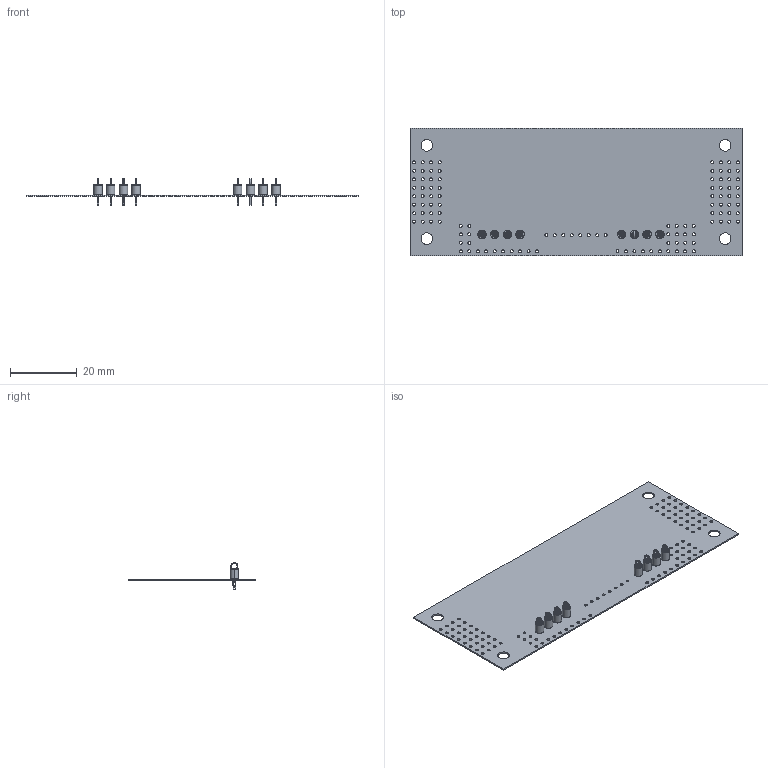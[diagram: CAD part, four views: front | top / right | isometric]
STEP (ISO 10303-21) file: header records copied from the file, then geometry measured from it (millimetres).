
FILE_DESCRIPTION(('Open CASCADE Model'),'2;1');
FILE_NAME('Open CASCADE Shape Model','2016-01-17T20:49:27',('Author'),( 'Open CASCADE'),'Open CASCADE STEP processor 6.8','Open CASCADE 6.8' ,'Unknown');
FILE_SCHEMA(('AUTOMOTIVE_DESIGN { 1 0 10303 214 1 1 1 1 }'));
Length unit declared in the file: millimetre
Products named in the file (11): PCB; Board; TP1; User_Library-TEST_POINT_BLK_Keystone_5001; TP2; TP3; TP4; TP5; TP6; TP7; TP8
Assembly tree (17 placements, depth 3):
  PCB
    Board
    TP1
      User_Library-TEST_POINT_BLK_Keystone_5001
    TP2
      User_Library-TEST_POINT_BLK_Keystone_5001
    TP3
      User_Library-TEST_POINT_BLK_Keystone_5001
    TP4
      User_Library-TEST_POINT_BLK_Keystone_5001
    TP5
      User_Library-TEST_POINT_BLK_Keystone_5001
    TP6
      User_Library-TEST_POINT_BLK_Keystone_5001
    TP7
      User_Library-TEST_POINT_BLK_Keystone_5001
    TP8
      User_Library-TEST_POINT_BLK_Keystone_5001
Bounding box: 99.57 x 38.1 x 7.96 mm (x, y, z)
Volume: 1607.3 mm3; surface area: 8163.5 mm2
Topology: 17 solids, 17 shells, 720 faces, 1738 edges, 1052 vertices
Faces by surface type: bspline 288, cylinder 250, plane 118, torus 64
Full cylindrical faces by diameter (mm): 0.889 x102, 0.9 x8, 1.016 x8, 3.5 x4
Entity records: 20892 total; most frequent: CARTESIAN_POINT 10128, DIRECTION 1854, ORIENTED_EDGE 1096, PCURVE 1096, DEFINITIONAL_REPRESENTATION 1096, LINE 768, VECTOR 768, EDGE_CURVE 548
